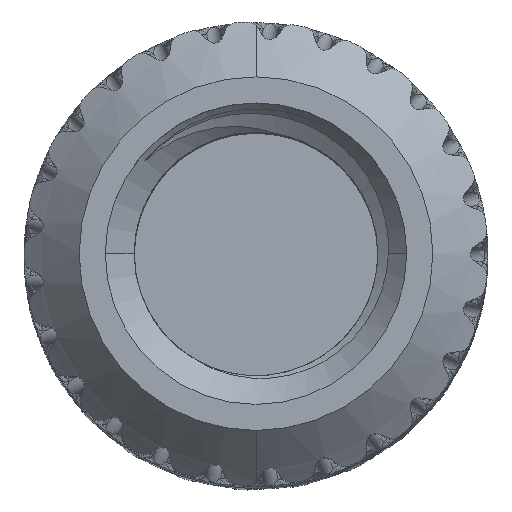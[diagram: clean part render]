
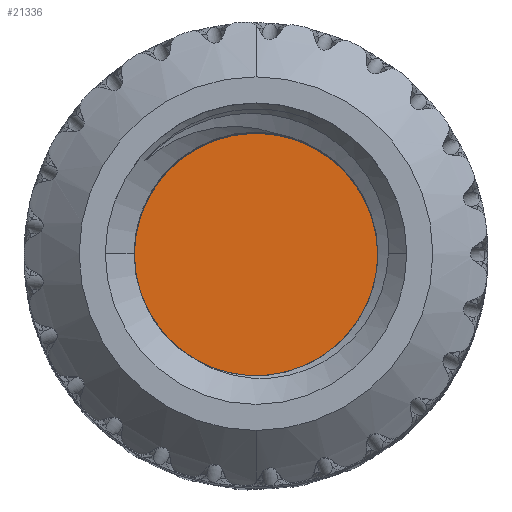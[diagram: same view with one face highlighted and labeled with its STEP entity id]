
A CAD part, top view. The second image highlights one B-rep face of the part: STEP entity #21336.
In plain terms, the highlighted face is planar.
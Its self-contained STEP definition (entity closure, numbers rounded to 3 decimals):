
#8084=CARTESIAN_POINT('',(0.,0.,3.4));
#8085=DIRECTION('',(0.,0.,1.));
#8086=DIRECTION('',(-1.,0.,0.));
#8087=AXIS2_PLACEMENT_3D('',#8084,#8085,#8086);
#8097=CARTESIAN_POINT('',(0.,0.,3.4));
#8098=DIRECTION('',(0.,0.,1.));
#8099=DIRECTION('',(1.,0.,0.));
#8100=AXIS2_PLACEMENT_3D('',#8097,#8098,#8099);
#8409=CARTESIAN_POINT('',(1.3,0.,3.4));
#8410=CARTESIAN_POINT('',(-1.3,0.,3.4));
#8411=VERTEX_POINT('',#8409);
#8412=VERTEX_POINT('',#8410);
#21326=CARTESIAN_POINT('',(0.,0.,3.4));
#21327=DIRECTION('',(0.,0.,-1.));
#21328=DIRECTION('',(1.,0.,0.));
#21329=AXIS2_PLACEMENT_3D('',#21326,#21327,#21328);
#21330=PLANE('',#21329);
#21332=ORIENTED_EDGE('',*,*,#21331,.T.);
#21333=ORIENTED_EDGE('',*,*,#21315,.T.);
#21334=EDGE_LOOP('',(#21332,#21333));
#21335=FACE_OUTER_BOUND('',#21334,.F.);
#21336=ADVANCED_FACE('',(#21335),#21330,.T.);
#8088=CIRCLE('',#8087,1.3);
#8101=CIRCLE('',#8100,1.3);
#21315=EDGE_CURVE('',#8412,#8411,#8088,.T.);
#21331=EDGE_CURVE('',#8411,#8412,#8101,.T.);
